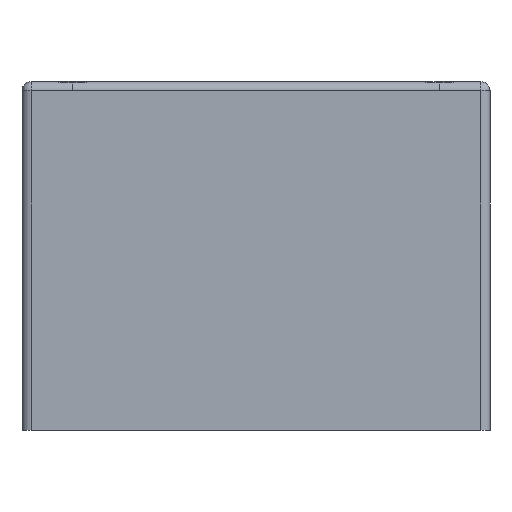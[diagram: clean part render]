
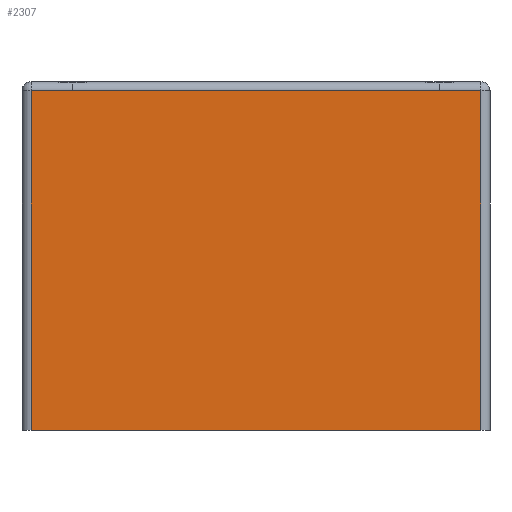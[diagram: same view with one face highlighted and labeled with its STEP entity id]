
A CAD part, left-side view. The second image highlights one B-rep face of the part: STEP entity #2307.
In plain terms, the highlighted planar face has unit normal (-1, 0, 0).
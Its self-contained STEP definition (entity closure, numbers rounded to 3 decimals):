
#401 = EDGE_CURVE ( 'NONE', #2569, #2570, #4234, .T. ) ;
#405 = EDGE_CURVE ( 'NONE', #2540, #2569, #4266, .T. ) ;
#411 = EDGE_CURVE ( 'NONE', #2582, #2540, #4250, .T. ) ;
#449 = EDGE_CURVE ( 'NONE', #2570, #2582, #550, .T. ) ;
#477 = VECTOR ( 'NONE', #5070, 1000. ) ;
#550 = LINE ( 'NONE', #5174, #558 ) ;
#558 = VECTOR ( 'NONE', #5146, 1000. ) ;
#904 = FACE_OUTER_BOUND ( 'NONE', #1987, .T. ) ;
#1561 = DIRECTION ( 'NONE',  ( 0., 0., -1. ) ) ;
#1564 = DIRECTION ( 'NONE',  ( 1., 0., 0. ) ) ;
#1577 = CARTESIAN_POINT ( 'NONE',  ( -34.25, -12.75, 19. ) ) ;
#1584 = PLANE ( 'NONE',  #4562 ) ;
#1679 = CARTESIAN_POINT ( 'NONE',  ( -34.25, -12.25, 0. ) ) ;
#1710 = CARTESIAN_POINT ( 'NONE',  ( -34.25, -12.25, 18.5 ) ) ;
#1711 = CARTESIAN_POINT ( 'NONE',  ( -34.25, 12.25, 18.5 ) ) ;
#1780 = CARTESIAN_POINT ( 'NONE',  ( -34.25, 12.25, 0. ) ) ;
#1987 = EDGE_LOOP ( 'NONE', ( #2043, #2057, #2060, #2038 ) ) ;
#2038 = ORIENTED_EDGE ( 'NONE', *, *, #449, .T. ) ;
#2043 = ORIENTED_EDGE ( 'NONE', *, *, #411, .T. ) ;
#2057 = ORIENTED_EDGE ( 'NONE', *, *, #405, .T. ) ;
#2060 = ORIENTED_EDGE ( 'NONE', *, *, #401, .T. ) ;
#2307 = ADVANCED_FACE ( 'NONE', ( #904 ), #1584, .F. ) ;
#2540 = VERTEX_POINT ( 'NONE', #1679 ) ;
#2569 = VERTEX_POINT ( 'NONE', #1710 ) ;
#2570 = VERTEX_POINT ( 'NONE', #1711 ) ;
#2582 = VERTEX_POINT ( 'NONE', #1780 ) ;
#4234 = LINE ( 'NONE', #5077, #4236 ) ;
#4236 = VECTOR ( 'NONE', #5055, 1000. ) ;
#4240 = VECTOR ( 'NONE', #5090, 1000. ) ;
#4250 = LINE ( 'NONE', #5089, #477 ) ;
#4266 = LINE ( 'NONE', #5072, #4240 ) ;
#4562 = AXIS2_PLACEMENT_3D ( 'NONE', #1577, #1564, #1561 ) ;
#5055 = DIRECTION ( 'NONE',  ( 0., 1., 0. ) ) ;
#5070 = DIRECTION ( 'NONE',  ( 0., -1., 0. ) ) ;
#5072 = CARTESIAN_POINT ( 'NONE',  ( -34.25, -12.25, 19. ) ) ;
#5077 = CARTESIAN_POINT ( 'NONE',  ( -34.25, 12.75, 18.5 ) ) ;
#5089 = CARTESIAN_POINT ( 'NONE',  ( -34.25, -12.75, 0. ) ) ;
#5090 = DIRECTION ( 'NONE',  ( 0., 0., 1. ) ) ;
#5146 = DIRECTION ( 'NONE',  ( 0., 0., -1. ) ) ;
#5174 = CARTESIAN_POINT ( 'NONE',  ( -34.25, 12.25, 19. ) ) ;
